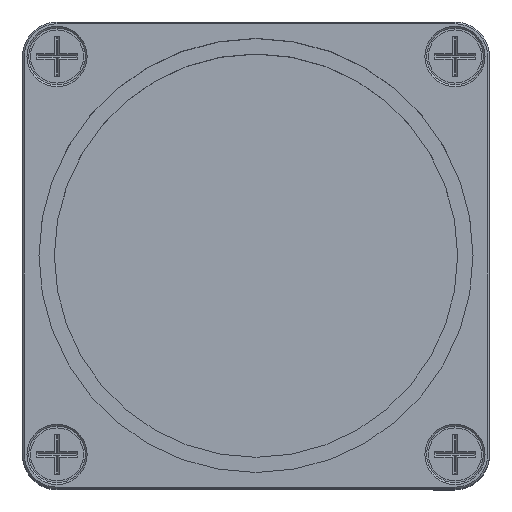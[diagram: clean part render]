
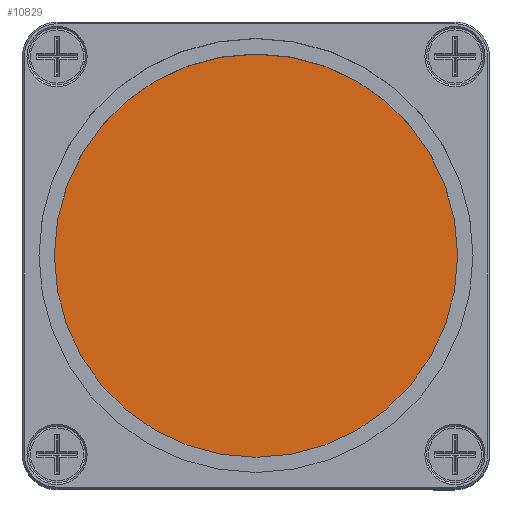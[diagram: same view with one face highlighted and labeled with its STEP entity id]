
A CAD part, top view. The second image highlights one B-rep face of the part: STEP entity #10829.
In plain terms, the highlighted face is planar.
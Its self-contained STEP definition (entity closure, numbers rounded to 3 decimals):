
#7635=FACE_OUTER_BOUND('',#27097,.T.);
#10829=ADVANCED_FACE('',(#7635),#12996,.F.);
#12996=PLANE('',#57985);
#27097=EDGE_LOOP('',(#39843));
#39843=ORIENTED_EDGE('',*,*,#52292,.F.);
#45684=VERTEX_POINT('',#85083);
#52292=EDGE_CURVE('',#45684,#45684,#54300,.T.);
#54300=CIRCLE('',#57982,12.5);
#57982=AXIS2_PLACEMENT_3D('',#85082,#70254,#70255);
#57985=AXIS2_PLACEMENT_3D('',#85086,#70260,#70261);
#70254=DIRECTION('',(0.,0.,1.));
#70255=DIRECTION('',(1.,0.,0.));
#70260=DIRECTION('',(0.,0.,1.));
#70261=DIRECTION('',(1.,0.,0.));
#85082=CARTESIAN_POINT('',(0.,0.,0.));
#85083=CARTESIAN_POINT('',(12.5,0.,0.));
#85086=CARTESIAN_POINT('',(0.,0.,0.));
